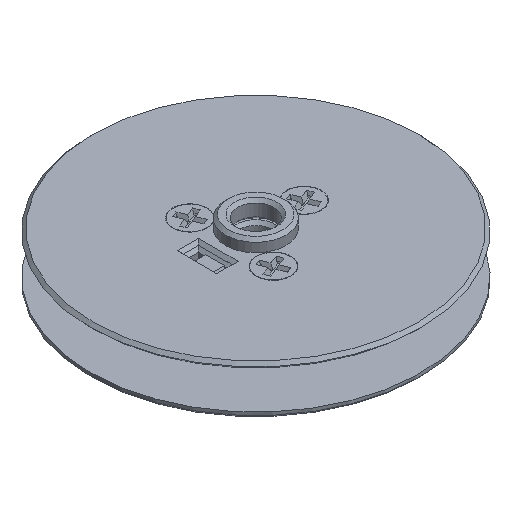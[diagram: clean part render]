
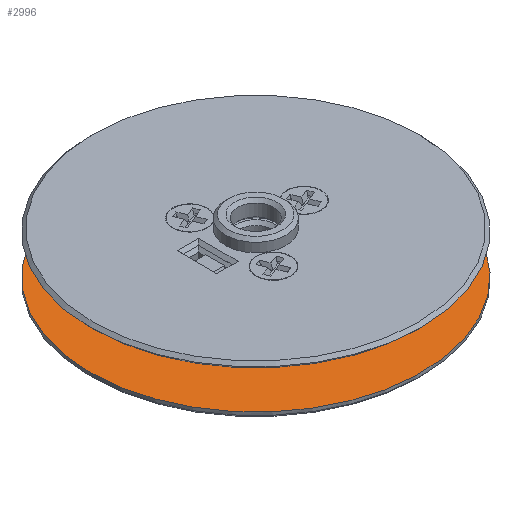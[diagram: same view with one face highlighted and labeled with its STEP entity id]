
A CAD part, isometric view. The second image highlights one B-rep face of the part: STEP entity #2996.
In plain terms, the highlighted planar face has unit normal (0, 0, 1).
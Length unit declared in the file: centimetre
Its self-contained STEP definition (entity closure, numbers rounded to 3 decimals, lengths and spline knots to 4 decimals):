
#822=PLANE('',#3157);
#890=CIRCLE('',#3068,2.75);
#897=CIRCLE('',#3080,1.2);
#1066=VECTOR('',#5157,1.);
#1284=LINE('',#4005,#1066);
#1392=VERTEX_POINT('',#3536);
#1393=VERTEX_POINT('',#3547);
#1397=VERTEX_POINT('',#3570);
#1409=VERTEX_POINT('',#3624);
#1489=VERTEX_POINT('',#3997);
#1598=B_SPLINE_CURVE_WITH_KNOTS('',3,(#3537,#3538,#3539,#3540,#3541,#3542,
#3543,#3544,#3545,#3546),.UNSPECIFIED.,.F.,.U.,(4,2,2,2,4),(4.35,4.427,
4.6249,5.0206,5.6932),.UNSPECIFIED.);
#1606=B_SPLINE_CURVE_WITH_KNOTS('',3,(#3998,#3999,#4000,#4001,#4002,#4003),
 .UNSPECIFIED.,.F.,.U.,(4,2,4),(0.2067,0.8793,1.5499),
 .UNSPECIFIED.);
#1626=EDGE_CURVE('',#1392,#1393,#1598,.F.);
#1634=EDGE_CURVE('',#1397,#1392,#890,.T.);
#1648=EDGE_CURVE('',#1409,#1409,#897,.T.);
#1777=EDGE_CURVE('',#1489,#1397,#1606,.F.);
#1778=EDGE_CURVE('',#1489,#1393,#1284,.T.);
#2236=ORIENTED_EDGE('',*,*,#1626,.F.);
#2237=ORIENTED_EDGE('',*,*,#1634,.F.);
#2238=ORIENTED_EDGE('',*,*,#1777,.F.);
#2239=ORIENTED_EDGE('',*,*,#1778,.T.);
#2240=ORIENTED_EDGE('',*,*,#1648,.T.);
#2616=EDGE_LOOP('',(#2236,#2237,#2238,#2239));
#2617=EDGE_LOOP('',(#2240));
#2819=FACE_BOUND('',#2616,.T.);
#2820=FACE_BOUND('',#2617,.T.);
#2996=ADVANCED_FACE('',(#2819,#2820),#822,.T.);
#3068=AXIS2_PLACEMENT_3D('',#3571,#4917,#4918);
#3080=AXIS2_PLACEMENT_3D('',#3623,#4944,#4945);
#3157=AXIS2_PLACEMENT_3D('',#4004,#5156,$);
#3536=CARTESIAN_POINT('',(-0.1932,2.7432,0.1));
#3537=CARTESIAN_POINT('',(-0.1932,1.4,0.1));
#3538=CARTESIAN_POINT('',(-0.1932,1.4257,0.1));
#3539=CARTESIAN_POINT('',(-0.1932,1.4514,0.1));
#3540=CARTESIAN_POINT('',(-0.1932,1.543,0.1));
#3541=CARTESIAN_POINT('',(-0.1932,1.6089,0.1));
#3542=CARTESIAN_POINT('',(-0.1932,1.8068,0.1));
#3543=CARTESIAN_POINT('',(-0.1932,1.9387,0.1));
#3544=CARTESIAN_POINT('',(-0.1932,2.2948,0.1));
#3545=CARTESIAN_POINT('',(-0.1932,2.519,0.1));
#3546=CARTESIAN_POINT('',(-0.1932,2.7432,0.1));
#3547=CARTESIAN_POINT('',(-0.1932,1.4,0.1));
#3570=CARTESIAN_POINT('',(0.1932,2.7432,0.1));
#3571=CARTESIAN_POINT('',(0.,0.,0.1));
#3623=CARTESIAN_POINT('',(0.,0.,0.1));
#3624=CARTESIAN_POINT('',(1.2,0.,0.1));
#3997=CARTESIAN_POINT('',(0.1932,1.4,0.1));
#3998=CARTESIAN_POINT('',(0.1932,2.7432,0.1));
#3999=CARTESIAN_POINT('',(0.1932,2.519,0.1));
#4000=CARTESIAN_POINT('',(0.1932,2.2948,0.1));
#4001=CARTESIAN_POINT('',(0.1932,1.8471,0.1));
#4002=CARTESIAN_POINT('',(0.1932,1.6235,0.1));
#4003=CARTESIAN_POINT('',(0.1932,1.4,0.1));
#4004=CARTESIAN_POINT('',(0.,0.,0.1));
#4005=CARTESIAN_POINT('',(0.,1.4,0.1));
#4917=DIRECTION('',(0.,0.,-1.));
#4918=DIRECTION('',(2.75,0.,0.));
#4944=DIRECTION('',(0.,0.,-1.));
#4945=DIRECTION('',(1.2,0.,0.));
#5156=DIRECTION('',(0.,0.,1.));
#5157=DIRECTION('',(-1.,0.,0.));
